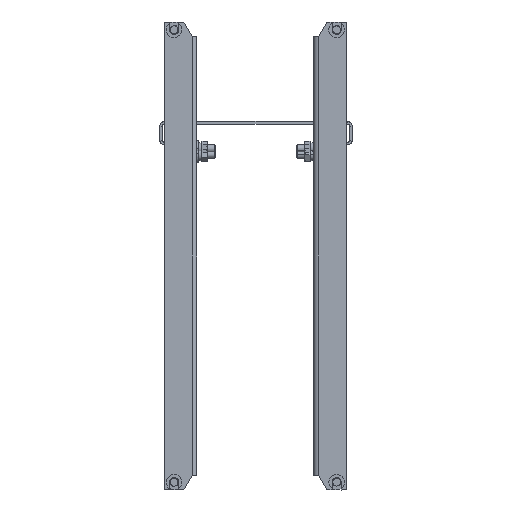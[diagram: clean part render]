
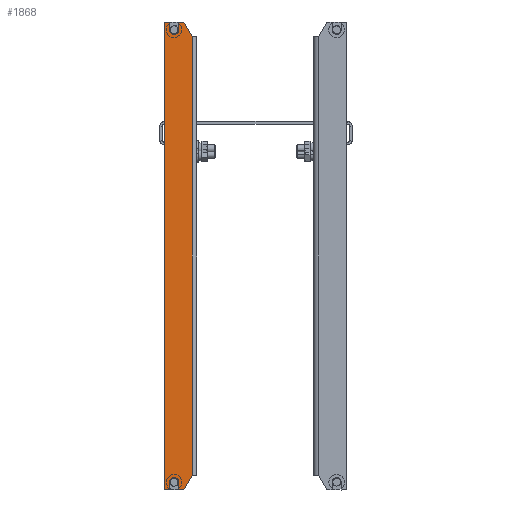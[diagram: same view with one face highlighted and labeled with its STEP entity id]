
A CAD part, left-side view. The second image highlights one B-rep face of the part: STEP entity #1868.
In plain terms, the highlighted face is planar.
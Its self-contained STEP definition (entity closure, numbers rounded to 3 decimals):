
#35 = DIRECTION ( 'NONE',  ( -1., 0., 0. ) ) ;
#70 = DIRECTION ( 'NONE',  ( 0., -1., 0. ) ) ;
#146 = CIRCLE ( 'NONE', #3624, 3.5 ) ;
#166 = ORIENTED_EDGE ( 'NONE', *, *, #2226, .T. ) ;
#355 = VECTOR ( 'NONE', #5374, 1000. ) ;
#410 = VERTEX_POINT ( 'NONE', #7974 ) ;
#419 = VECTOR ( 'NONE', #6999, 1000. ) ;
#569 = LINE ( 'NONE', #9175, #9831 ) ;
#595 = ORIENTED_EDGE ( 'NONE', *, *, #10625, .T. ) ;
#730 = EDGE_CURVE ( 'NONE', #4560, #5832, #569, .T. ) ;
#782 = EDGE_CURVE ( 'NONE', #4341, #9865, #8689, .T. ) ;
#944 = LINE ( 'NONE', #4437, #5876 ) ;
#1131 = VERTEX_POINT ( 'NONE', #3931 ) ;
#1239 = CARTESIAN_POINT ( 'NONE',  ( 180., -2.5, -2. ) ) ;
#1241 = EDGE_LOOP ( 'NONE', ( #10961, #10773, #2903, #9350, #5453, #595, #7086, #2732, #3379, #166, #2045, #6615, #1620, #3651, #11078 ) ) ;
#1268 = LINE ( 'NONE', #2118, #355 ) ;
#1338 = DIRECTION ( 'NONE',  ( 1., 0., 0. ) ) ;
#1455 = EDGE_CURVE ( 'NONE', #8126, #410, #7877, .T. ) ;
#1485 = EDGE_CURVE ( 'NONE', #2398, #9865, #3362, .T. ) ;
#1549 = PLANE ( 'NONE',  #1794 ) ;
#1620 = ORIENTED_EDGE ( 'NONE', *, *, #1485, .T. ) ;
#1632 = CARTESIAN_POINT ( 'NONE',  ( -170.5, 5., -2. ) ) ;
#1667 = EDGE_CURVE ( 'NONE', #10886, #8916, #4546, .T. ) ;
#1794 = AXIS2_PLACEMENT_3D ( 'NONE', #7677, #5036, #4233 ) ;
#1868 = ADVANCED_FACE ( 'NONE', ( #9402 ), #1549, .F. ) ;
#1953 = CARTESIAN_POINT ( 'NONE',  ( -174., 5., -2. ) ) ;
#2045 = ORIENTED_EDGE ( 'NONE', *, *, #1667, .T. ) ;
#2118 = CARTESIAN_POINT ( 'NONE',  ( 182., 1.5, -2. ) ) ;
#2182 = VECTOR ( 'NONE', #10516, 1000. ) ;
#2226 = EDGE_CURVE ( 'NONE', #2538, #10886, #146, .T. ) ;
#2292 = CARTESIAN_POINT ( 'NONE',  ( 0., 8.5, -2. ) ) ;
#2398 = VERTEX_POINT ( 'NONE', #7661 ) ;
#2538 = VERTEX_POINT ( 'NONE', #9143 ) ;
#2658 = CARTESIAN_POINT ( 'NONE',  ( 0., 1.5, -2. ) ) ;
#2667 = LINE ( 'NONE', #2842, #5176 ) ;
#2722 = VECTOR ( 'NONE', #35, 1000. ) ;
#2732 = ORIENTED_EDGE ( 'NONE', *, *, #4922, .T. ) ;
#2834 = VERTEX_POINT ( 'NONE', #4878 ) ;
#2842 = CARTESIAN_POINT ( 'NONE',  ( 168.75, -9., -2. ) ) ;
#2880 = CARTESIAN_POINT ( 'NONE',  ( -174., 5., -2. ) ) ;
#2903 = ORIENTED_EDGE ( 'NONE', *, *, #3108, .T. ) ;
#3108 = EDGE_CURVE ( 'NONE', #10156, #4560, #1268, .T. ) ;
#3131 = VECTOR ( 'NONE', #3947, 1000. ) ;
#3362 = LINE ( 'NONE', #6855, #2182 ) ;
#3379 = ORIENTED_EDGE ( 'NONE', *, *, #8643, .T. ) ;
#3401 = LINE ( 'NONE', #2658, #6356 ) ;
#3554 = VERTEX_POINT ( 'NONE', #6337 ) ;
#3624 = AXIS2_PLACEMENT_3D ( 'NONE', #1953, #8938, #4923 ) ;
#3651 = ORIENTED_EDGE ( 'NONE', *, *, #782, .F. ) ;
#3907 = DIRECTION ( 'NONE',  ( 0., 0., 1. ) ) ;
#3931 = CARTESIAN_POINT ( 'NONE',  ( -180., 1.5, -2. ) ) ;
#3947 = DIRECTION ( 'NONE',  ( 0., 1., 0. ) ) ;
#4233 = DIRECTION ( 'NONE',  ( 1., 0., 0. ) ) ;
#4272 = CARTESIAN_POINT ( 'NONE',  ( -168.75, 12.5, -2. ) ) ;
#4341 = VERTEX_POINT ( 'NONE', #7023 ) ;
#4437 = CARTESIAN_POINT ( 'NONE',  ( -180., -2.5, -2. ) ) ;
#4546 = CIRCLE ( 'NONE', #7477, 3.5 ) ;
#4560 = VERTEX_POINT ( 'NONE', #7729 ) ;
#4751 = EDGE_CURVE ( 'NONE', #410, #10156, #4760, .T. ) ;
#4760 = CIRCLE ( 'NONE', #11176, 3.5 ) ;
#4819 = CARTESIAN_POINT ( 'NONE',  ( -180., 12.5, -2. ) ) ;
#4878 = CARTESIAN_POINT ( 'NONE',  ( -168.75, -9., -2. ) ) ;
#4899 = EDGE_CURVE ( 'NONE', #8916, #2398, #6469, .T. ) ;
#4922 = EDGE_CURVE ( 'NONE', #3554, #1131, #7503, .T. ) ;
#4923 = DIRECTION ( 'NONE',  ( 1., 0., 0. ) ) ;
#5036 = DIRECTION ( 'NONE',  ( 0., 0., 1. ) ) ;
#5176 = VECTOR ( 'NONE', #10510, 1000. ) ;
#5212 = VERTEX_POINT ( 'NONE', #6453 ) ;
#5374 = DIRECTION ( 'NONE',  ( 1., 0., 0. ) ) ;
#5453 = ORIENTED_EDGE ( 'NONE', *, *, #9829, .T. ) ;
#5603 = DIRECTION ( 'NONE',  ( 0., -1., 0. ) ) ;
#5832 = VERTEX_POINT ( 'NONE', #1239 ) ;
#5876 = VECTOR ( 'NONE', #9545, 1000. ) ;
#6249 = LINE ( 'NONE', #9756, #419 ) ;
#6337 = CARTESIAN_POINT ( 'NONE',  ( -180., -2.5, -2. ) ) ;
#6356 = VECTOR ( 'NONE', #6894, 1000. ) ;
#6413 = DIRECTION ( 'NONE',  ( -1., 0., 0. ) ) ;
#6453 = CARTESIAN_POINT ( 'NONE',  ( 168.75, -9., -2. ) ) ;
#6469 = LINE ( 'NONE', #2292, #11183 ) ;
#6615 = ORIENTED_EDGE ( 'NONE', *, *, #4899, .T. ) ;
#6855 = CARTESIAN_POINT ( 'NONE',  ( -180., 12.5, -2. ) ) ;
#6888 = CARTESIAN_POINT ( 'NONE',  ( -180., 12.5, -2. ) ) ;
#6894 = DIRECTION ( 'NONE',  ( 1., 0., 0. ) ) ;
#6999 = DIRECTION ( 'NONE',  ( -0.866, -0.5, 0. ) ) ;
#7023 = CARTESIAN_POINT ( 'NONE',  ( 180., 12.5, -2. ) ) ;
#7086 = ORIENTED_EDGE ( 'NONE', *, *, #9365, .T. ) ;
#7477 = AXIS2_PLACEMENT_3D ( 'NONE', #2880, #3907, #1338 ) ;
#7503 = LINE ( 'NONE', #4819, #3131 ) ;
#7596 = CARTESIAN_POINT ( 'NONE',  ( 180., 12.5, -2. ) ) ;
#7661 = CARTESIAN_POINT ( 'NONE',  ( -180., 8.5, -2. ) ) ;
#7677 = CARTESIAN_POINT ( 'NONE',  ( 0., 0., -2. ) ) ;
#7729 = CARTESIAN_POINT ( 'NONE',  ( 180., 1.5, -2. ) ) ;
#7764 = DIRECTION ( 'NONE',  ( -1., 0., 0. ) ) ;
#7841 = DIRECTION ( 'NONE',  ( -1., 0., 0. ) ) ;
#7877 = LINE ( 'NONE', #8636, #2722 ) ;
#7909 = LINE ( 'NONE', #7596, #10878 ) ;
#7974 = CARTESIAN_POINT ( 'NONE',  ( 174., 8.5, -2. ) ) ;
#7992 = CARTESIAN_POINT ( 'NONE',  ( -174., 8.5, -2. ) ) ;
#8126 = VERTEX_POINT ( 'NONE', #9118 ) ;
#8636 = CARTESIAN_POINT ( 'NONE',  ( 182., 8.5, -2. ) ) ;
#8643 = EDGE_CURVE ( 'NONE', #1131, #2538, #3401, .T. ) ;
#8689 = LINE ( 'NONE', #4272, #10772 ) ;
#8916 = VERTEX_POINT ( 'NONE', #7992 ) ;
#8938 = DIRECTION ( 'NONE',  ( 0., 0., 1. ) ) ;
#9118 = CARTESIAN_POINT ( 'NONE',  ( 180., 8.5, -2. ) ) ;
#9143 = CARTESIAN_POINT ( 'NONE',  ( -174., 1.5, -2. ) ) ;
#9175 = CARTESIAN_POINT ( 'NONE',  ( 180., 12.5, -2. ) ) ;
#9350 = ORIENTED_EDGE ( 'NONE', *, *, #730, .T. ) ;
#9365 = EDGE_CURVE ( 'NONE', #2834, #3554, #944, .T. ) ;
#9402 = FACE_OUTER_BOUND ( 'NONE', #1241, .T. ) ;
#9545 = DIRECTION ( 'NONE',  ( -0.866, 0.5, 0. ) ) ;
#9625 = DIRECTION ( 'NONE',  ( 0., 0., 1. ) ) ;
#9756 = CARTESIAN_POINT ( 'NONE',  ( 180., -2.5, -2. ) ) ;
#9795 = CARTESIAN_POINT ( 'NONE',  ( 174., 5., -2. ) ) ;
#9829 = EDGE_CURVE ( 'NONE', #5832, #5212, #6249, .T. ) ;
#9831 = VECTOR ( 'NONE', #5603, 1000. ) ;
#9865 = VERTEX_POINT ( 'NONE', #6888 ) ;
#10156 = VERTEX_POINT ( 'NONE', #11090 ) ;
#10510 = DIRECTION ( 'NONE',  ( -1., 0., 0. ) ) ;
#10516 = DIRECTION ( 'NONE',  ( 0., 1., 0. ) ) ;
#10625 = EDGE_CURVE ( 'NONE', #5212, #2834, #2667, .T. ) ;
#10772 = VECTOR ( 'NONE', #7764, 1000. ) ;
#10773 = ORIENTED_EDGE ( 'NONE', *, *, #4751, .T. ) ;
#10878 = VECTOR ( 'NONE', #70, 1000. ) ;
#10886 = VERTEX_POINT ( 'NONE', #1632 ) ;
#10961 = ORIENTED_EDGE ( 'NONE', *, *, #1455, .T. ) ;
#11078 = ORIENTED_EDGE ( 'NONE', *, *, #11119, .T. ) ;
#11090 = CARTESIAN_POINT ( 'NONE',  ( 174., 1.5, -2. ) ) ;
#11119 = EDGE_CURVE ( 'NONE', #4341, #8126, #7909, .T. ) ;
#11176 = AXIS2_PLACEMENT_3D ( 'NONE', #9795, #9625, #7841 ) ;
#11183 = VECTOR ( 'NONE', #6413, 1000. ) ;
